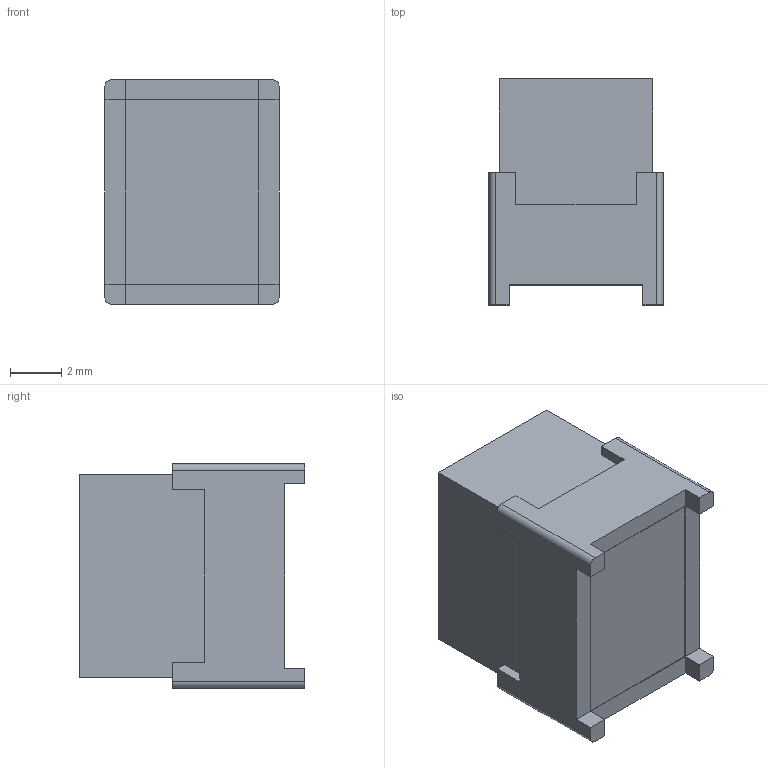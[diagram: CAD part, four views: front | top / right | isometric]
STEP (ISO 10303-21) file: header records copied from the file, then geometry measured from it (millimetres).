
FILE_DESCRIPTION(/* description */ ('B Series - Body-'),/* implementation_level */ '2;1');
FILE_NAME(/* name */ 'B12APbody.ipt.step',/* time_stamp */ '2014-01-07T11:04:43-08:00',/* author */ ('Cadenas PARTsolutions'),/* organization */ ('NKKSWITCHES'),/* preprocessor_version */ 'ST-DEVELOPER v15.2',/* originating_system */ 'Autodesk Inventor 2014',/* authorisation */ '');
FILE_SCHEMA (('AUTOMOTIVE_DESIGN { 1 0 10303 214 3 1 1 }'));
Length unit declared in the file: inch
Products named in the file (1): B12APbody
Bounding box: 6.81 x 8.84 x 8.79 mm (x, y, z)
Volume: 426.6 mm3; surface area: 371.2 mm2
Topology: 1 solids, 1 shells, 50 faces, 132 edges, 84 vertices
Faces by surface type: plane 46, cylinder 4
Entity records: 1531 total; most frequent: CARTESIAN_POINT 267, ORIENTED_EDGE 264, DIRECTION 242, EDGE_CURVE 132, LINE 124, VECTOR 124, VERTEX_POINT 84, AXIS2_PLACEMENT_3D 59
